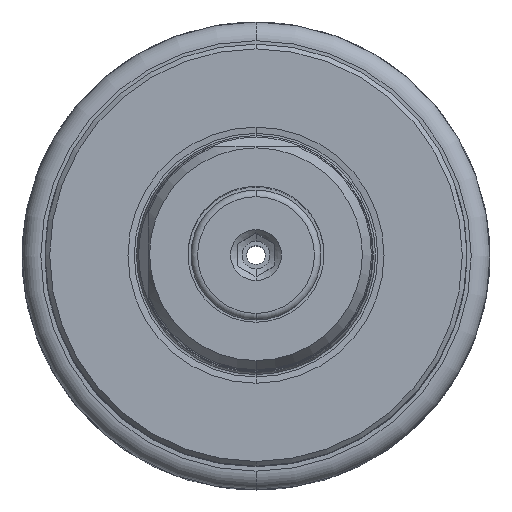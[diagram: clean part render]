
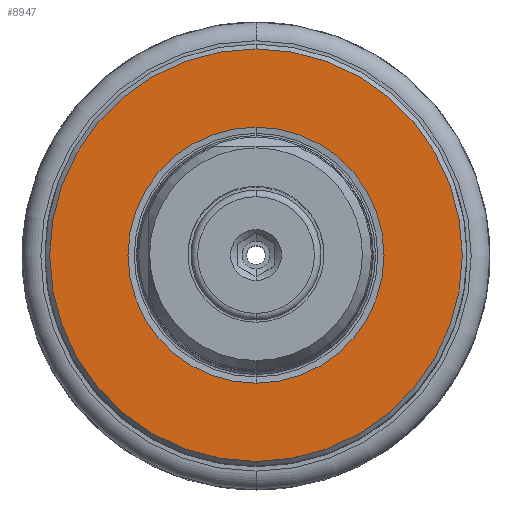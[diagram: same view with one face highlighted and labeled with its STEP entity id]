
A CAD part, top view. The second image highlights one B-rep face of the part: STEP entity #8947.
In plain terms, the highlighted planar face has unit normal (0, 0, 1).
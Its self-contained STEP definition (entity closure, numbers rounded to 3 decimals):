
#2747=CARTESIAN_POINT('',(0,0,-57));
#2748=DIRECTION('',(0,0,1));
#2749=DIRECTION('',(0,1,0));
#2750=AXIS2_PLACEMENT_3D('',#2747,#2748,#2749);
#2752=CARTESIAN_POINT('',(0,0,-57));
#2753=DIRECTION('',(0,0,-1));
#2754=DIRECTION('',(0,1,0));
#2755=AXIS2_PLACEMENT_3D('',#2752,#2753,#2754);
#2757=CARTESIAN_POINT('',(0,0,-57));
#2758=DIRECTION('',(0,0,1));
#2759=DIRECTION('',(0,1,0));
#2760=AXIS2_PLACEMENT_3D('',#2757,#2758,#2759);
#2762=CARTESIAN_POINT('',(0,0,-57));
#2763=DIRECTION('',(0,0,1));
#2764=DIRECTION('',(0,-1,0));
#2765=AXIS2_PLACEMENT_3D('',#2762,#2763,#2764);
#3917=CARTESIAN_POINT('',(0,13.653,-57));
#3919=VERTEX_POINT('',#3917);
#3933=CARTESIAN_POINT('',(0,-13.653,-57));
#3935=VERTEX_POINT('',#3933);
#3973=CARTESIAN_POINT('',(0,22,-57));
#3974=CARTESIAN_POINT('',(0,-22,-57));
#3975=VERTEX_POINT('',#3973);
#3976=VERTEX_POINT('',#3974);
#8932=CARTESIAN_POINT('',(0,0,-57));
#8933=DIRECTION('',(0,0,-1));
#8934=DIRECTION('',(0,-1,0));
#8935=AXIS2_PLACEMENT_3D('',#8932,#8933,#8934);
#8936=PLANE('',#8935);
#8938=ORIENTED_EDGE('',*,*,#8937,.F.);
#8940=ORIENTED_EDGE('',*,*,#8939,.F.);
#8941=EDGE_LOOP('',(#8938,#8940));
#8942=FACE_OUTER_BOUND('',#8941,.F.);
#8943=ORIENTED_EDGE('',*,*,#8914,.T.);
#8944=ORIENTED_EDGE('',*,*,#8925,.F.);
#8945=EDGE_LOOP('',(#8943,#8944));
#8946=FACE_BOUND('',#8945,.F.);
#8947=ADVANCED_FACE('',(#8942,#8946),#8936,.F.);
#2751=CIRCLE('',#2750,13.653);
#2756=CIRCLE('',#2755,13.653);
#2761=CIRCLE('',#2760,22);
#2766=CIRCLE('',#2765,22);
#8914=EDGE_CURVE('',#3919,#3935,#2751,.T.);
#8925=EDGE_CURVE('',#3919,#3935,#2756,.T.);
#8937=EDGE_CURVE('',#3975,#3976,#2761,.T.);
#8939=EDGE_CURVE('',#3976,#3975,#2766,.T.);
